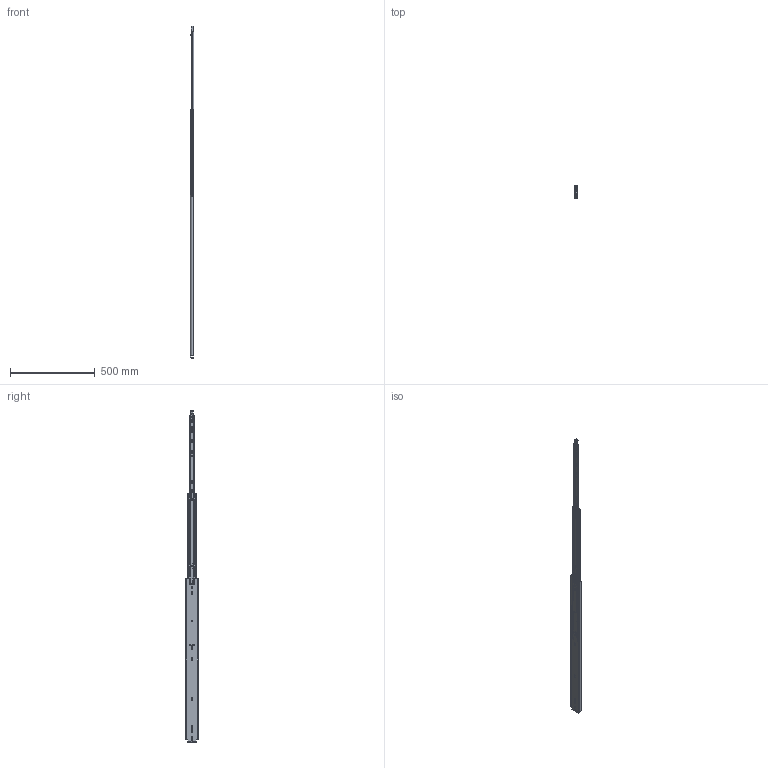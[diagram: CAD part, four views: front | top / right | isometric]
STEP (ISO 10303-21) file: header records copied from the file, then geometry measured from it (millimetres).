
FILE_DESCRIPTION (( 'STEP AP214' ), '1' );
FILE_NAME ('FR_5400_SL.0965mm_38inch_open_left.STEP', '2022-11-02T15:21:34', ( '' ), ( '' ), 'SwSTEP 2.0', 'SolidWorks 2020', '' );
FILE_SCHEMA (( 'AUTOMOTIVE_DESIGN' ));
Length unit declared in the file: millimetre
Products named in the file (20): 5400.XXX-02.T054_NL 38 Open; 5400 Locking Handle Left; 5400 Rod Actuator; 5400 Drawer Unlock; FR_5400_SL.0965mm_38inch_open_left; 5400.XXX-02.T054_NL 38; 5400.XXX-03.T054_NL 38; 5400.XXX-01.T054_NL 38; 5400.XXX-03.T054_NL 38 Open; 5400 Rivet_Actuator Rivet; Middle Latch; Rivet Latch_Middle Latch Rivet; 5400 Rivet_Handle Rivet; Rivet Stop; 5400 Connecting Rod_NL  38; 5400 Stop; 5400 Drawer Lock Latch; 5400 Rivet_Drawer Latch Rivet; Rod Middle Latch
Assembly tree (19 placements, depth 3):
  FR_5400_SL.0965mm_38inch_open_left
    5400.XXX-01.T054_NL 38
      5400.XXX-01.T054_NL 38
    5400.XXX-03.T054_NL 38 Open
      5400.XXX-03.T054_NL 38
      5400 Locking Handle Left
      5400 Rivet_Handle Rivet
      5400 Drawer Lock Latch
      5400 Rivet_Drawer Latch Rivet
      5400 Drawer Unlock
      5400 Connecting Rod_NL  38
      5400 Rod Actuator
      5400 Rivet_Actuator Rivet
    5400.XXX-02.T054_NL 38 Open
      5400.XXX-02.T054_NL 38
      5400 Stop
      Middle Latch
      Rivet Latch_Middle Latch Rivet
      Rivet Stop
      Rod Middle Latch
Bounding box: 19.2 x 76.19 x 1962.37 mm (x, y, z)
Volume: 631288.8 mm3; surface area: 537158.3 mm2
Topology: 17 solids, 17 shells, 1050 faces, 2805 edges, 1769 vertices
Faces by surface type: plane 536, cylinder 453, torus 26, bspline 24, sphere 9, cone 2
Entity records: 35279 total; most frequent: CARTESIAN_POINT 7817, DIRECTION 5682, ORIENTED_EDGE 5592, EDGE_CURVE 2796, AXIS2_PLACEMENT_3D 1980, VERTEX_POINT 1767, LINE 1722, VECTOR 1722
